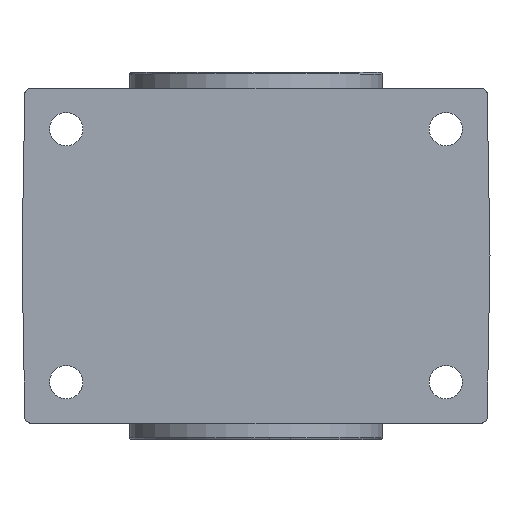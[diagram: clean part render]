
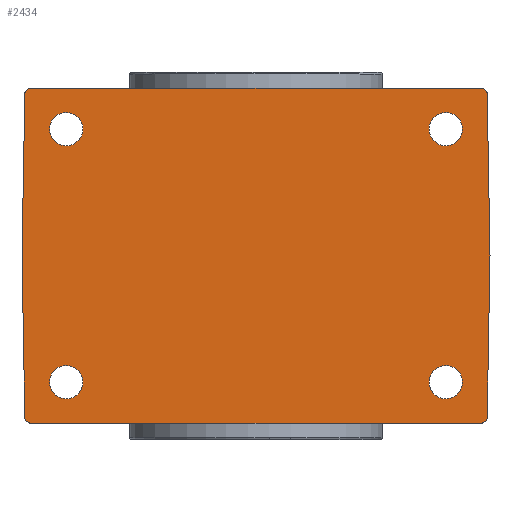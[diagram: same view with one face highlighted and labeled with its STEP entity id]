
A CAD part, top view. The second image highlights one B-rep face of the part: STEP entity #2434.
In plain terms, the highlighted planar face has unit normal (0, 0, 1).
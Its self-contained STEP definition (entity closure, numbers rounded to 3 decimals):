
#118=FACE_BOUND('',#616,.T.);
#119=FACE_BOUND('',#617,.T.);
#120=FACE_BOUND('',#618,.T.);
#121=FACE_BOUND('',#619,.T.);
#230=CIRCLE('',#2631,2.65);
#232=CIRCLE('',#2634,2.65);
#234=CIRCLE('',#2637,2.65);
#236=CIRCLE('',#2640,2.65);
#238=CIRCLE('',#2651,1.);
#240=CIRCLE('',#2654,1.);
#242=CIRCLE('',#2657,1.);
#244=CIRCLE('',#2660,1.);
#452=FACE_OUTER_BOUND('',#615,.T.);
#615=EDGE_LOOP('',(#2086,#2087,#2088,#2089,#2090,#2091,#2092,#2093,#2094,
#2095,#2096,#2097));
#616=EDGE_LOOP('',(#2098));
#617=EDGE_LOOP('',(#2099));
#618=EDGE_LOOP('',(#2100));
#619=EDGE_LOOP('',(#2101));
#699=LINE('',#3979,#870);
#701=LINE('',#3983,#872);
#704=LINE('',#3989,#875);
#707=LINE('',#3995,#878);
#710=LINE('',#4002,#881);
#715=LINE('',#4062,#886);
#719=LINE('',#4121,#890);
#724=LINE('',#4143,#895);
#870=VECTOR('',#3087,1000.);
#872=VECTOR('',#3091,1000.);
#875=VECTOR('',#3096,1000.);
#878=VECTOR('',#3101,1000.);
#881=VECTOR('',#3106,1000.);
#886=VECTOR('',#3113,1000.);
#890=VECTOR('',#3119,1000.);
#895=VECTOR('',#3126,1000.);
#1031=VERTEX_POINT('',#3732);
#1039=VERTEX_POINT('',#3793);
#1074=VERTEX_POINT('',#3952);
#1076=VERTEX_POINT('',#3958);
#1078=VERTEX_POINT('',#3964);
#1080=VERTEX_POINT('',#3970);
#1083=VERTEX_POINT('',#3977);
#1084=VERTEX_POINT('',#3982);
#1086=VERTEX_POINT('',#3988);
#1088=VERTEX_POINT('',#3994);
#1090=VERTEX_POINT('',#4000);
#1091=VERTEX_POINT('',#4001);
#1096=VERTEX_POINT('',#4061);
#1100=VERTEX_POINT('',#4119);
#1101=VERTEX_POINT('',#4120);
#1107=VERTEX_POINT('',#4142);
#1310=EDGE_CURVE('',#1074,#1074,#230,.T.);
#1313=EDGE_CURVE('',#1076,#1076,#232,.T.);
#1316=EDGE_CURVE('',#1078,#1078,#234,.T.);
#1319=EDGE_CURVE('',#1080,#1080,#236,.T.);
#1323=EDGE_CURVE('',#1083,#1031,#699,.T.);
#1325=EDGE_CURVE('',#1031,#1084,#701,.T.);
#1328=EDGE_CURVE('',#1086,#1039,#704,.T.);
#1331=EDGE_CURVE('',#1039,#1088,#707,.T.);
#1334=EDGE_CURVE('',#1090,#1091,#710,.T.);
#1340=EDGE_CURVE('',#1091,#1096,#715,.T.);
#1345=EDGE_CURVE('',#1100,#1101,#719,.T.);
#1352=EDGE_CURVE('',#1101,#1107,#724,.T.);
#1358=EDGE_CURVE('',#1086,#1107,#238,.T.);
#1360=EDGE_CURVE('',#1090,#1088,#240,.T.);
#1362=EDGE_CURVE('',#1084,#1096,#242,.T.);
#1364=EDGE_CURVE('',#1100,#1083,#244,.T.);
#2086=ORIENTED_EDGE('',*,*,#1331,.T.);
#2087=ORIENTED_EDGE('',*,*,#1360,.F.);
#2088=ORIENTED_EDGE('',*,*,#1334,.T.);
#2089=ORIENTED_EDGE('',*,*,#1340,.T.);
#2090=ORIENTED_EDGE('',*,*,#1362,.F.);
#2091=ORIENTED_EDGE('',*,*,#1325,.F.);
#2092=ORIENTED_EDGE('',*,*,#1323,.F.);
#2093=ORIENTED_EDGE('',*,*,#1364,.F.);
#2094=ORIENTED_EDGE('',*,*,#1345,.T.);
#2095=ORIENTED_EDGE('',*,*,#1352,.T.);
#2096=ORIENTED_EDGE('',*,*,#1358,.F.);
#2097=ORIENTED_EDGE('',*,*,#1328,.T.);
#2098=ORIENTED_EDGE('',*,*,#1310,.T.);
#2099=ORIENTED_EDGE('',*,*,#1313,.T.);
#2100=ORIENTED_EDGE('',*,*,#1316,.T.);
#2101=ORIENTED_EDGE('',*,*,#1319,.T.);
#2303=PLANE('',#2776);
#2434=ADVANCED_FACE('',(#452,#118,#119,#120,#121),#2303,.T.);
#2631=AXIS2_PLACEMENT_3D('',#3953,#3058,#3059);
#2634=AXIS2_PLACEMENT_3D('',#3959,#3065,#3066);
#2637=AXIS2_PLACEMENT_3D('',#3965,#3072,#3073);
#2640=AXIS2_PLACEMENT_3D('',#3971,#3079,#3080);
#2651=AXIS2_PLACEMENT_3D('',#4159,#3133,#3134);
#2654=AXIS2_PLACEMENT_3D('',#4162,#3139,#3140);
#2657=AXIS2_PLACEMENT_3D('',#4165,#3145,#3146);
#2660=AXIS2_PLACEMENT_3D('',#4168,#3151,#3152);
#2776=AXIS2_PLACEMENT_3D('',#4659,#3440,#3441);
#3058=DIRECTION('center_axis',(0.,0.,-1.));
#3059=DIRECTION('ref_axis',(1.,0.,0.));
#3065=DIRECTION('center_axis',(0.,0.,-1.));
#3066=DIRECTION('ref_axis',(1.,0.,0.));
#3072=DIRECTION('center_axis',(0.,0.,-1.));
#3073=DIRECTION('ref_axis',(1.,0.,0.));
#3079=DIRECTION('center_axis',(0.,0.,-1.));
#3080=DIRECTION('ref_axis',(1.,0.,0.));
#3087=DIRECTION('',(1.,0.,0.));
#3091=DIRECTION('',(1.,0.,0.));
#3096=DIRECTION('',(1.,0.,0.));
#3101=DIRECTION('',(1.,0.,0.));
#3106=DIRECTION('',(0.017,1.,0.));
#3113=DIRECTION('',(-0.017,1.,0.));
#3119=DIRECTION('',(-0.017,-1.,0.));
#3126=DIRECTION('',(0.017,-1.,0.));
#3133=DIRECTION('center_axis',(0.,0.,-1.));
#3134=DIRECTION('ref_axis',(1.,0.,0.));
#3139=DIRECTION('center_axis',(0.,0.,-1.));
#3140=DIRECTION('ref_axis',(1.,0.,0.));
#3145=DIRECTION('center_axis',(0.,0.,-1.));
#3146=DIRECTION('ref_axis',(1.,0.,0.));
#3151=DIRECTION('center_axis',(0.,0.,-1.));
#3152=DIRECTION('ref_axis',(1.,0.,0.));
#3440=DIRECTION('center_axis',(0.,0.,1.));
#3441=DIRECTION('ref_axis',(1.,0.,0.));
#3732=CARTESIAN_POINT('',(0.,26.5,2.));
#3793=CARTESIAN_POINT('',(0.,-26.5,2.));
#3952=CARTESIAN_POINT('',(32.65,-20.,2.));
#3953=CARTESIAN_POINT('Origin',(30.,-20.,2.));
#3958=CARTESIAN_POINT('',(32.65,20.,2.));
#3959=CARTESIAN_POINT('Origin',(30.,20.,2.));
#3964=CARTESIAN_POINT('',(-27.35,20.,2.));
#3965=CARTESIAN_POINT('Origin',(-30.,20.,2.));
#3970=CARTESIAN_POINT('',(-27.35,-20.,2.));
#3971=CARTESIAN_POINT('Origin',(-30.,-20.,2.));
#3977=CARTESIAN_POINT('',(-35.545,26.5,2.));
#3979=CARTESIAN_POINT('',(0.,26.5,2.));
#3982=CARTESIAN_POINT('',(35.545,26.5,2.));
#3983=CARTESIAN_POINT('',(0.,26.5,2.));
#3988=CARTESIAN_POINT('',(-35.545,-26.5,2.));
#3989=CARTESIAN_POINT('',(0.,-26.5,2.));
#3994=CARTESIAN_POINT('',(35.545,-26.5,2.));
#3995=CARTESIAN_POINT('',(0.,-26.5,2.));
#4000=CARTESIAN_POINT('',(36.545,-25.517,2.));
#4001=CARTESIAN_POINT('',(36.99,0.,2.));
#4002=CARTESIAN_POINT('',(36.527,-26.5,2.));
#4061=CARTESIAN_POINT('',(36.545,25.517,2.));
#4062=CARTESIAN_POINT('',(36.99,0.,2.));
#4119=CARTESIAN_POINT('',(-36.545,25.517,2.));
#4120=CARTESIAN_POINT('',(-36.99,0.,2.));
#4121=CARTESIAN_POINT('',(-36.99,0.,2.));
#4142=CARTESIAN_POINT('',(-36.545,-25.517,2.));
#4143=CARTESIAN_POINT('',(-36.527,-26.5,2.));
#4159=CARTESIAN_POINT('Origin',(-35.545,-25.5,2.));
#4162=CARTESIAN_POINT('Origin',(35.545,-25.5,2.));
#4165=CARTESIAN_POINT('Origin',(35.545,25.5,2.));
#4168=CARTESIAN_POINT('Origin',(-35.545,25.5,2.));
#4659=CARTESIAN_POINT('Origin',(0.,0.,2.));
